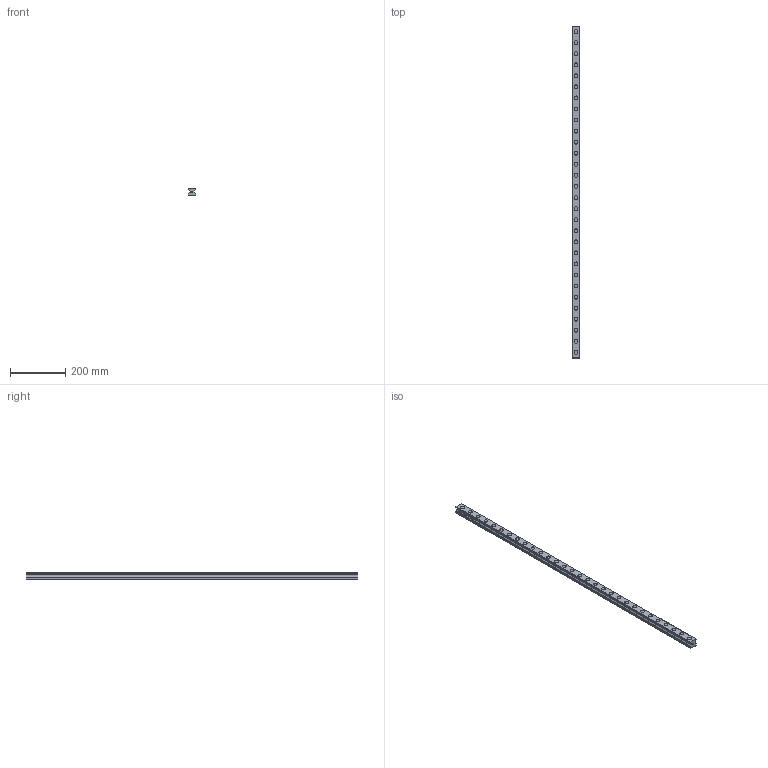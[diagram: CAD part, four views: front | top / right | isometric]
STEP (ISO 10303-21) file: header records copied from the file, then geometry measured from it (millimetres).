
FILE_DESCRIPTION(('STEP AP214'),'1');
FILE_NAME('cctmp_D193DA3A-F306-461F-9259-831A5E239C9E_2021_03_11_14_25_46_0646..stp','2021-03-11T13:25:46',('HIWIN GmbH'),('CADClick - www.CADClick.com'),'Spatial InterOp 3D',' ','unknown authorization');
FILE_SCHEMA(('AUTOMOTIVE_DESIGN'));
Length unit declared in the file: millimetre
Products named in the file (1): RGR30R1200H_FILE
Bounding box: 28 x 1200 x 28 mm (x, y, z)
Volume: 688636.7 mm3; surface area: 178750.5 mm2
Topology: 1 solids, 1 shells, 385 faces, 867 edges, 578 vertices
Faces by surface type: cylinder 198, plane 187
Entity records: 14001 total; most frequent: DIRECTION 2035, CARTESIAN_POINT 1831, ORIENTED_EDGE 1734, EDGE_CURVE 867, AXIS2_PLACEMENT_3D 782, VERTEX_POINT 578, EDGE_LOOP 479, LINE 471
